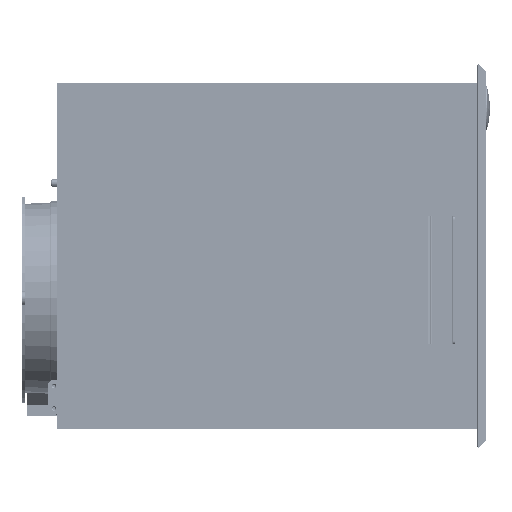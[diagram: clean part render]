
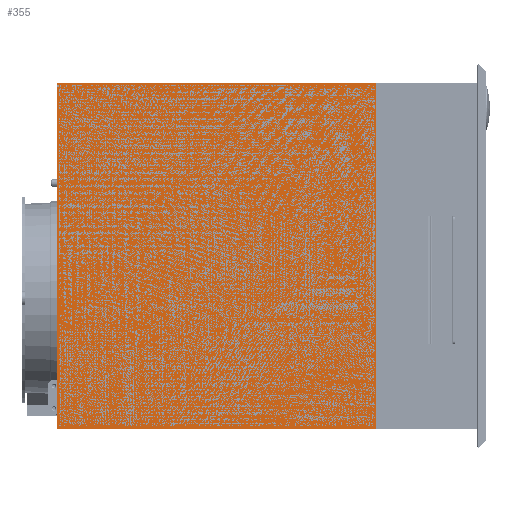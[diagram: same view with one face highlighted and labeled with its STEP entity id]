
A CAD part, left-side view. The second image highlights one B-rep face of the part: STEP entity #355.
In plain terms, the highlighted planar face has unit normal (-1, 0, 0).
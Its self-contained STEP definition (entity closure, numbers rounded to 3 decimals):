
#14=DIRECTION('',(0.,0.,-1.));
#15=VECTOR('',#14,270.);
#16=CARTESIAN_POINT('',(-135.,250.,135.));
#17=LINE('',#16,#15);
#22=DIRECTION('',(0.,1.,0.));
#23=VECTOR('',#22,250.);
#24=CARTESIAN_POINT('',(-135.,0.,-135.));
#25=LINE('',#24,#23);
#102=DIRECTION('',(0.,0.,-1.));
#103=VECTOR('',#102,270.);
#104=CARTESIAN_POINT('',(-135.,0.,135.));
#105=LINE('',#104,#103);
#106=DIRECTION('',(0.,1.,0.));
#107=VECTOR('',#106,250.);
#108=CARTESIAN_POINT('',(-135.,0.,135.));
#109=LINE('',#108,#107);
#146=CARTESIAN_POINT('',(-135.,250.,-135.));
#148=VERTEX_POINT('',#146);
#152=CARTESIAN_POINT('',(-135.,250.,135.));
#153=VERTEX_POINT('',#152);
#166=CARTESIAN_POINT('',(-135.,0.,135.));
#167=CARTESIAN_POINT('',(-135.,0.,-135.));
#168=VERTEX_POINT('',#166);
#169=VERTEX_POINT('',#167);
#344=CARTESIAN_POINT('',(-135.,0.,135.));
#345=DIRECTION('',(-1.,0.,0.));
#346=DIRECTION('',(0.,0.,-1.));
#347=AXIS2_PLACEMENT_3D('',#344,#345,#346);
#348=PLANE('',#347);
#349=ORIENTED_EDGE('',*,*,#324,.T.);
#350=ORIENTED_EDGE('',*,*,#224,.T.);
#351=ORIENTED_EDGE('',*,*,#205,.F.);
#352=ORIENTED_EDGE('',*,*,#283,.F.);
#353=EDGE_LOOP('',(#349,#350,#351,#352));
#354=FACE_OUTER_BOUND('',#353,.F.);
#205=EDGE_CURVE('',#153,#148,#17,.T.);
#224=EDGE_CURVE('',#169,#148,#25,.T.);
#283=EDGE_CURVE('',#168,#153,#109,.T.);
#324=EDGE_CURVE('',#168,#169,#105,.T.);
#355=ADVANCED_FACE('',(#354),#348,.T.);
